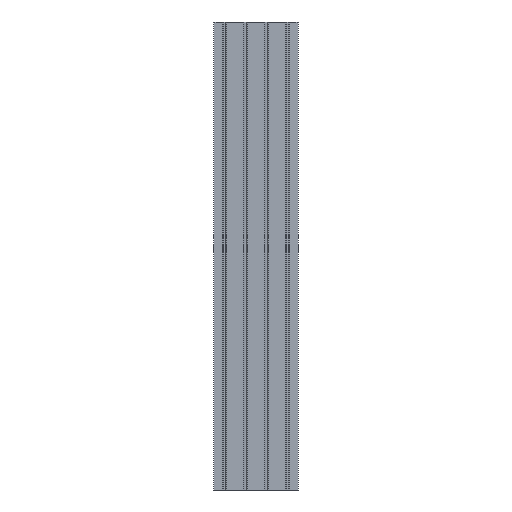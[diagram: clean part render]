
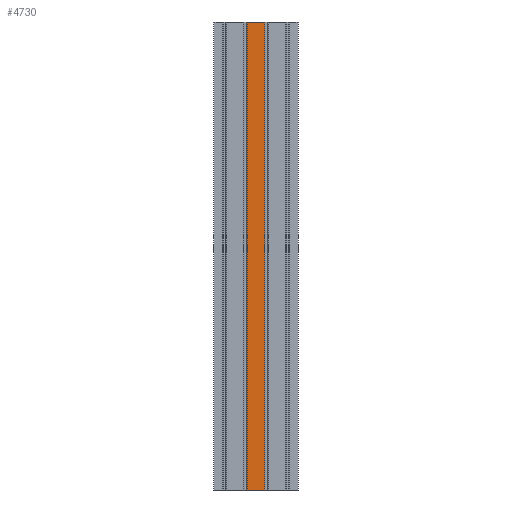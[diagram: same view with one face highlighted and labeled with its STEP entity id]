
A CAD part, front view. The second image highlights one B-rep face of the part: STEP entity #4730.
In plain terms, the highlighted planar face has unit normal (0, -1, 0).
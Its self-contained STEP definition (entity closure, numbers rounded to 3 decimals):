
#31 = DIRECTION ( 'NONE',  ( 0., 1., 0. ) ) ;
#142 = LINE ( 'NONE', #2685, #2368 ) ;
#559 = DIRECTION ( 'NONE',  ( 0., 0., -1. ) ) ;
#933 = AXIS2_PLACEMENT_3D ( 'NONE', #5150, #31, #4301 ) ;
#989 = ORIENTED_EDGE ( 'NONE', *, *, #2554, .F. ) ;
#1016 = CARTESIAN_POINT ( 'NONE',  ( -18.4, 0., 1000. ) ) ;
#1259 = EDGE_CURVE ( 'NONE', #4774, #1889, #3125, .T. ) ;
#1260 = LINE ( 'NONE', #4704, #3983 ) ;
#1358 = CARTESIAN_POINT ( 'NONE',  ( -18.4, 0., 0. ) ) ;
#1612 = VECTOR ( 'NONE', #559, 1000. ) ;
#1889 = VERTEX_POINT ( 'NONE', #5151 ) ;
#2240 = VERTEX_POINT ( 'NONE', #4882 ) ;
#2368 = VECTOR ( 'NONE', #3567, 1000. ) ;
#2554 = EDGE_CURVE ( 'NONE', #4774, #2906, #1260, .T. ) ;
#2558 = EDGE_LOOP ( 'NONE', ( #3100, #2981, #989, #4831 ) ) ;
#2685 = CARTESIAN_POINT ( 'NONE',  ( 18.4, 0., 1000. ) ) ;
#2906 = VERTEX_POINT ( 'NONE', #5459 ) ;
#2981 = ORIENTED_EDGE ( 'NONE', *, *, #4802, .F. ) ;
#3100 = ORIENTED_EDGE ( 'NONE', *, *, #4571, .T. ) ;
#3125 = LINE ( 'NONE', #1016, #1612 ) ;
#3567 = DIRECTION ( 'NONE',  ( 0., 0., -1. ) ) ;
#3904 = PLANE ( 'NONE',  #933 ) ;
#3983 = VECTOR ( 'NONE', #5074, 1000. ) ;
#4297 = LINE ( 'NONE', #1358, #5082 ) ;
#4301 = DIRECTION ( 'NONE',  ( 0., 0., 1. ) ) ;
#4571 = EDGE_CURVE ( 'NONE', #1889, #2240, #4297, .T. ) ;
#4704 = CARTESIAN_POINT ( 'NONE',  ( -18.4, 0., 1000. ) ) ;
#4730 = ADVANCED_FACE ( 'NONE', ( #4783 ), #3904, .F. ) ;
#4774 = VERTEX_POINT ( 'NONE', #4838 ) ;
#4783 = FACE_OUTER_BOUND ( 'NONE', #2558, .T. ) ;
#4802 = EDGE_CURVE ( 'NONE', #2906, #2240, #142, .T. ) ;
#4831 = ORIENTED_EDGE ( 'NONE', *, *, #1259, .T. ) ;
#4838 = CARTESIAN_POINT ( 'NONE',  ( -18.4, 0., 1000. ) ) ;
#4882 = CARTESIAN_POINT ( 'NONE',  ( 18.4, 0., 0. ) ) ;
#5074 = DIRECTION ( 'NONE',  ( 1., 0., 0. ) ) ;
#5082 = VECTOR ( 'NONE', #5232, 1000. ) ;
#5150 = CARTESIAN_POINT ( 'NONE',  ( -18.4, 0., 1000. ) ) ;
#5151 = CARTESIAN_POINT ( 'NONE',  ( -18.4, 0., 0. ) ) ;
#5232 = DIRECTION ( 'NONE',  ( 1., 0., 0. ) ) ;
#5459 = CARTESIAN_POINT ( 'NONE',  ( 18.4, 0., 1000. ) ) ;
